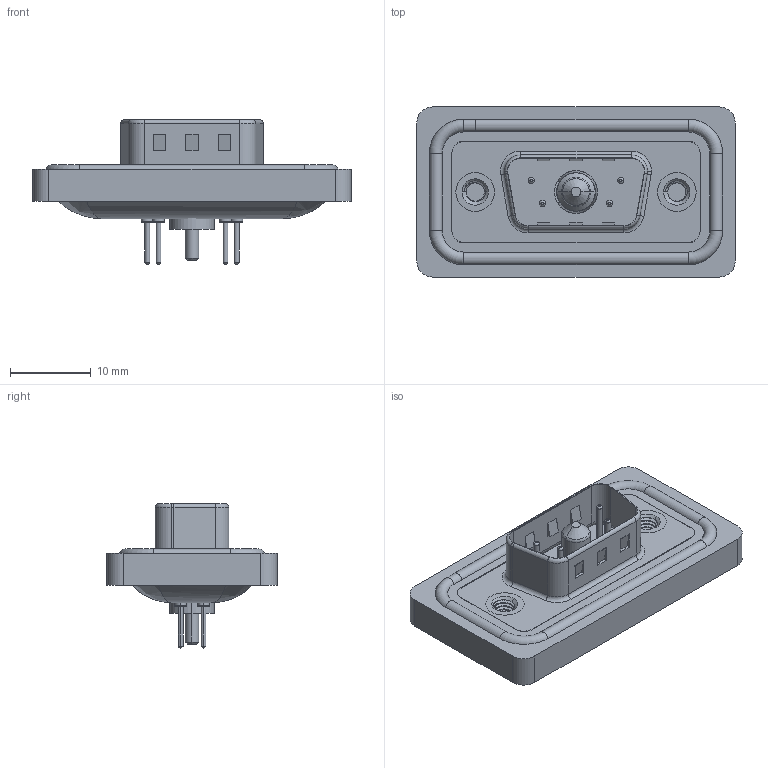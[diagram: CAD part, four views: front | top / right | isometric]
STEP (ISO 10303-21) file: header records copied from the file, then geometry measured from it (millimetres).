
FILE_DESCRIPTION (( 'STEP AP203' ), '1' );
FILE_NAME ('627W5W1-624-1NA.STEP', '2024-03-19T17:36:14', ( '' ), ( '' ), 'SwSTEP 2.0', 'SolidWorks 2023', '' );
FILE_SCHEMA (( 'CONFIG_CONTROL_DESIGN' ));
Length unit declared in the file: millimetre
Products named in the file (9): 627W5W1-624-1NA; 627Combo Contact Row 1_24; 627Combo Housing_5W1; 627Combo Shell Rear_09 Contacts; 627Combo Contact Row 2_24; 627Combo Waterproof Housing_09 Contacts; 627Combo Threaded Rivet_A; Power Pin_10A S; 627Combo Shell Front_09 Contacts
Assembly tree (11 placements, depth 2):
  627W5W1-624-1NA
    627Combo Housing_5W1
    627Combo Waterproof Housing_09 Contacts
    627Combo Shell Rear_09 Contacts
    627Combo Shell Front_09 Contacts
    627Combo Threaded Rivet_A  x2
    Power Pin_10A S
    627Combo Contact Row 1_24  x2
    627Combo Contact Row 2_24  x2
Bounding box: 39.5 x 21.1 x 17.9 mm (x, y, z)
Volume: 4374.5 mm3; surface area: 6926.3 mm2
Topology: 13 solids, 13 shells, 596 faces, 1393 edges, 859 vertices
Faces by surface type: cylinder 257, plane 183, torus 130, cone 15, bspline 11
Entity records: 17785 total; most frequent: CARTESIAN_POINT 4721, DIRECTION 2717, ORIENTED_EDGE 2394, EDGE_CURVE 1197, AXIS2_PLACEMENT_3D 1079, VERTEX_POINT 745, EDGE_LOOP 578, CIRCLE 567
